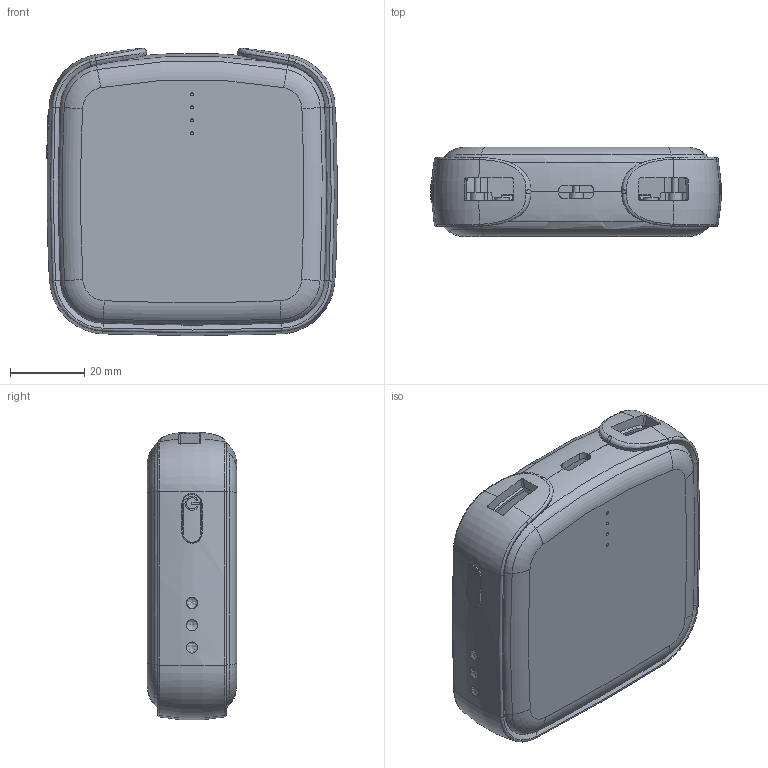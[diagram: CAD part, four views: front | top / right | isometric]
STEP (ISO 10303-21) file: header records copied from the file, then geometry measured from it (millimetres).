
FILE_DESCRIPTION(/* description */ ('STEP AP242','CAx-IF Rec.Pracs.---Representation and Presentation of Product Manufacturing Information (PMI)---4.0---2014-10-13','CAx-IF Rec.Pracs.---3D Tessellated Geometry---0.4---2014-09-14','2;1'),/* implementation_level */ '2;1');
FILE_NAME(/* name */ '61f958981bd8de3000eaec03',/* time_stamp */ '2022-02-01T15:58:19+00:00',/* author */ (''),/* organization */ (''),/* preprocessor_version */ 'ST-DEVELOPER v18.101',/* originating_system */ ' ',/* authorisation */ ' ');
FILE_SCHEMA (('AP242_MANAGED_MODEL_BASED_3D_ENGINEERING_MIM_LF { 1 0 10303 442 1 1 4 }'));
Products named in the file (4): 2_BAT_1_1; 2_C_1_1; 2_A_1_1; 2_B_2_1
Bounding box: 78.12 x 24 x 77.28 mm (x, y, z)
Volume: 41329 mm3; surface area: 51300.3 mm2
Topology: 4 solids, 4 shells, 1575 faces, 4459 edges, 2893 vertices
Faces by surface type: plane 820, torus 304, cylinder 199, bspline 182, cone 70
Full cylindrical faces by diameter (mm): 0.8 x8, 1.4 x2, 1.5 x3, 1.6 x7, 1.7 x2, 1.8 x7, 4 x2
Entity records: 61557 total; most frequent: CARTESIAN_POINT 23231, ORIENTED_EDGE 8788, DIRECTION 6977, EDGE_CURVE 4394, VERTEX_POINT 2871, AXIS2_PLACEMENT_3D 2556, LINE 1865, VECTOR 1865
